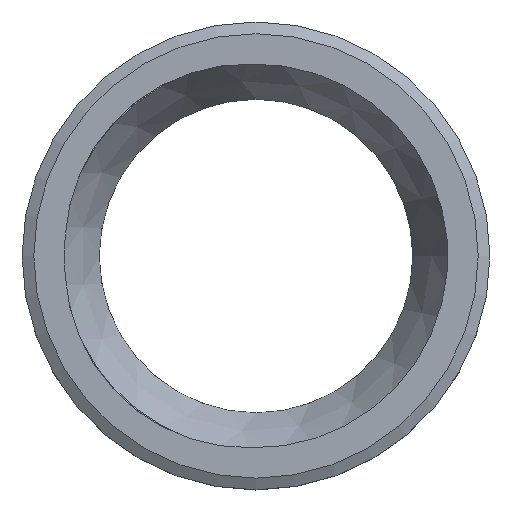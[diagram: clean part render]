
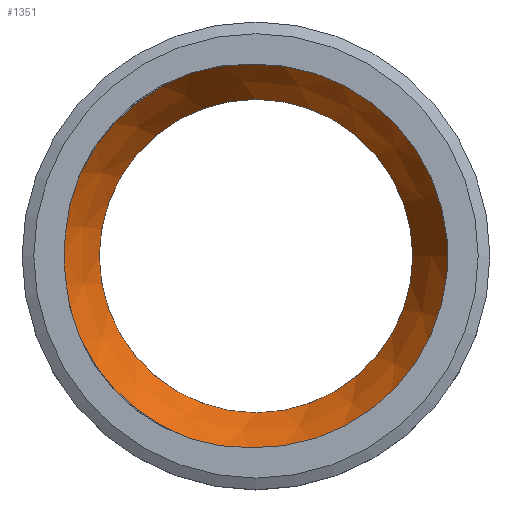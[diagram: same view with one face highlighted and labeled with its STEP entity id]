
A CAD part, top view. The second image highlights one B-rep face of the part: STEP entity #1351.
In plain terms, the highlighted conical face has half-angle 30 degrees and reference radius 16.75 mm.
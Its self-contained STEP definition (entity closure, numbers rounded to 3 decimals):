
#39=CONICAL_SURFACE('',#1490,16.75,0.524);
#129=CIRCLE('',#1448,16.75);
#157=CIRCLE('',#1489,20.758);
#158=CIRCLE('',#1491,20.758);
#159=CIRCLE('',#1492,20.758);
#160=CIRCLE('',#1493,20.758);
#382=ORIENTED_EDGE('',*,*,#587,.T.);
#383=ORIENTED_EDGE('',*,*,#588,.T.);
#384=ORIENTED_EDGE('',*,*,#589,.T.);
#385=ORIENTED_EDGE('',*,*,#586,.T.);
#386=ORIENTED_EDGE('',*,*,#545,.F.);
#545=EDGE_CURVE('',#673,#673,#129,.T.);
#586=EDGE_CURVE('',#687,#689,#157,.T.);
#587=EDGE_CURVE('',#689,#690,#158,.T.);
#588=EDGE_CURVE('',#690,#691,#159,.T.);
#589=EDGE_CURVE('',#691,#687,#160,.T.);
#673=VERTEX_POINT('',#2065);
#687=VERTEX_POINT('',#2183);
#689=VERTEX_POINT('',#2205);
#690=VERTEX_POINT('',#2209);
#691=VERTEX_POINT('',#2211);
#795=EDGE_LOOP('',(#382,#383,#384,#385));
#796=EDGE_LOOP('',(#386));
#859=FACE_BOUND('',#795,.T.);
#860=FACE_BOUND('',#796,.T.);
#1351=ADVANCED_FACE('',(#859,#860),#39,.F.);
#1448=AXIS2_PLACEMENT_3D('',#2064,#1699,#1700);
#1489=AXIS2_PLACEMENT_3D('',#2206,#1781,#1782);
#1490=AXIS2_PLACEMENT_3D('',#2207,#1783,#1784);
#1491=AXIS2_PLACEMENT_3D('',#2208,#1785,#1786);
#1492=AXIS2_PLACEMENT_3D('',#2210,#1787,#1788);
#1493=AXIS2_PLACEMENT_3D('',#2212,#1789,#1790);
#1699=DIRECTION('',(0.,0.,1.));
#1700=DIRECTION('',(1.,0.,0.));
#1781=DIRECTION('',(0.,0.,1.));
#1782=DIRECTION('',(1.,0.,0.));
#1783=DIRECTION('',(0.,0.,1.));
#1784=DIRECTION('',(1.,0.,0.));
#1785=DIRECTION('',(0.,0.,1.));
#1786=DIRECTION('',(1.,0.,0.));
#1787=DIRECTION('',(0.,0.,1.));
#1788=DIRECTION('',(1.,0.,0.));
#1789=DIRECTION('',(0.,0.,1.));
#1790=DIRECTION('',(1.,0.,0.));
#2064=CARTESIAN_POINT('',(0.,0.,2.558));
#2065=CARTESIAN_POINT('',(16.75,0.,2.558));
#2183=CARTESIAN_POINT('',(-7.208,-19.467,9.5));
#2205=CARTESIAN_POINT('',(-7.208,19.467,9.5));
#2206=CARTESIAN_POINT('',(0.,0.,9.5));
#2207=CARTESIAN_POINT('',(0.,0.,2.558));
#2208=CARTESIAN_POINT('',(0.,0.,9.5));
#2209=CARTESIAN_POINT('',(-18.779,8.845,9.5));
#2210=CARTESIAN_POINT('',(0.,0.,9.5));
#2211=CARTESIAN_POINT('',(-18.779,-8.845,9.5));
#2212=CARTESIAN_POINT('',(0.,0.,9.5));
